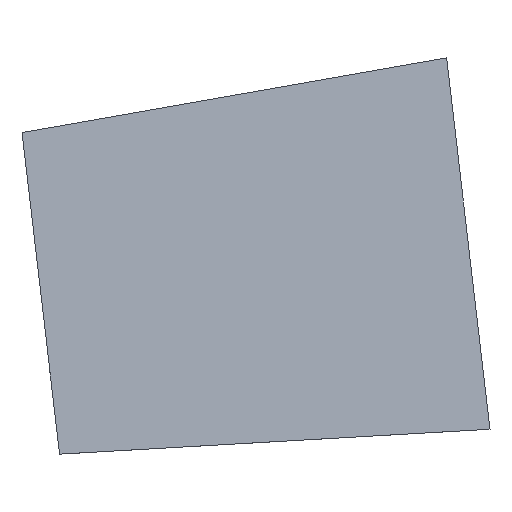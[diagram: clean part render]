
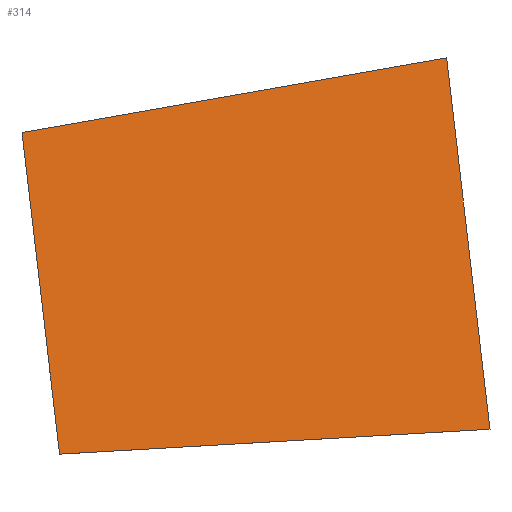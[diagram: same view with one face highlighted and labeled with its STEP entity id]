
A CAD part, top view. The second image highlights one B-rep face of the part: STEP entity #314.
In plain terms, the highlighted planar face has unit normal (0.229, 0.027, 0.973).
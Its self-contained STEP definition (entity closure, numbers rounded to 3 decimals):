
#43 = PLANE('',#44);
#44 = AXIS2_PLACEMENT_3D('',#45,#46,#47);
#45 = CARTESIAN_POINT('',(8503.852,993.958,0.));
#46 = DIRECTION('',(0.993,0.116,0.));
#47 = DIRECTION('',(0.,0.,-1.));
#69 = PLANE('',#70);
#70 = AXIS2_PLACEMENT_3D('',#71,#72,#73);
#71 = CARTESIAN_POINT('',(-9136.384,-505.896,
    -5525.439));
#72 = DIRECTION('',(0.058,-0.998,0.));
#73 = DIRECTION('',(0.,0.,-1.));
#95 = PLANE('',#96);
#96 = AXIS2_PLACEMENT_3D('',#97,#98,#99);
#97 = CARTESIAN_POINT('',(5558.317,649.674,
    -2807.268));
#98 = DIRECTION('',(0.888,0.104,-0.448));
#99 = DIRECTION('',(-0.451,0.,-0.893)
  );
#119 = PLANE('',#120);
#120 = AXIS2_PLACEMENT_3D('',#121,#122,#123);
#121 = CARTESIAN_POINT('',(-9004.744,-1623.319,
    -5525.439));
#122 = DIRECTION('',(0.174,-0.985,0.));
#123 = DIRECTION('',(0.,0.,-1.));
#134 = VERTEX_POINT('',#135);
#135 = CARTESIAN_POINT('',(8558.697,524.725,
    5879.118));
#156 = VERTEX_POINT('',#157);
#157 = CARTESIAN_POINT('',(8450.03,1454.428,
    5879.118));
#176 = EDGE_CURVE('',#156,#134,#177,.T.);
#177 = SURFACE_CURVE('',#178,(#182,#188),.PCURVE_S1.);
#178 = LINE('',#179,#180);
#179 = CARTESIAN_POINT('',(8503.596,996.148,
    5879.118));
#180 = VECTOR('',#181,1.);
#181 = DIRECTION('',(0.116,-0.993,0.)
  );
#182 = PCURVE('',#43,#183);
#183 = DEFINITIONAL_REPRESENTATION('',(#184),#187);
#184 = B_SPLINE_CURVE_WITH_KNOTS('',1,(#185,#186),.UNSPECIFIED.,.F.,.F.,
  (2,2),(-555.004,568.235),.PIECEWISE_BEZIER_KNOTS.);
#185 = CARTESIAN_POINT('',(-5879.118,557.209));
#186 = CARTESIAN_POINT('',(-5879.118,-566.03));
#187 = ( GEOMETRIC_REPRESENTATION_CONTEXT(2) 
PARAMETRIC_REPRESENTATION_CONTEXT() REPRESENTATION_CONTEXT('2D SPACE',''
  ) );
#188 = PCURVE('',#189,#194);
#189 = PLANE('',#190);
#190 = AXIS2_PLACEMENT_3D('',#191,#192,#193);
#191 = CARTESIAN_POINT('',(-5617.45,-652.146,
    9245.131));
#192 = DIRECTION('',(0.229,0.027,0.973));
#193 = DIRECTION('',(0.973,0.,-0.229)
  );
#194 = DEFINITIONAL_REPRESENTATION('',(#195),#198);
#195 = B_SPLINE_CURVE_WITH_KNOTS('',1,(#196,#197),.UNSPECIFIED.,.F.,.F.,
  (2,2),(-555.004,568.235),.PIECEWISE_BEZIER_KNOTS.);
#196 = CARTESIAN_POINT('',(14453.891,2200.332));
#197 = CARTESIAN_POINT('',(14580.829,1084.288));
#198 = ( GEOMETRIC_REPRESENTATION_CONTEXT(2) 
PARAMETRIC_REPRESENTATION_CONTEXT() REPRESENTATION_CONTEXT('2D SPACE',''
  ) );
#206 = VERTEX_POINT('',#207);
#207 = CARTESIAN_POINT('',(9677.315,1670.832,
    5584.562));
#226 = EDGE_CURVE('',#206,#156,#227,.T.);
#227 = SURFACE_CURVE('',#228,(#232,#238),.PCURVE_S1.);
#228 = LINE('',#229,#230);
#229 = CARTESIAN_POINT('',(-5560.828,-1016.064,
    9241.819));
#230 = VECTOR('',#231,1.);
#231 = DIRECTION('',(-0.958,-0.169,0.23));
#232 = PCURVE('',#119,#233);
#233 = DEFINITIONAL_REPRESENTATION('',(#234),#237);
#234 = B_SPLINE_CURVE_WITH_KNOTS('',1,(#235,#236),.UNSPECIFIED.,.F.,.F.,
  (2,2),(-16032.83,-14490.472),
  .PIECEWISE_BEZIER_KNOTS.);
#235 = CARTESIAN_POINT('',(-11079.345,19099.96));
#236 = CARTESIAN_POINT('',(-11434.122,17598.959));
#237 = ( GEOMETRIC_REPRESENTATION_CONTEXT(2) 
PARAMETRIC_REPRESENTATION_CONTEXT() REPRESENTATION_CONTEXT('2D SPACE',''
  ) );
#238 = PCURVE('',#189,#239);
#239 = DEFINITIONAL_REPRESENTATION('',(#240),#243);
#240 = B_SPLINE_CURVE_WITH_KNOTS('',1,(#241,#242),.UNSPECIFIED.,.F.,.F.,
  (2,2),(-16032.83,-14490.472),
  .PIECEWISE_BEZIER_KNOTS.);
#241 = CARTESIAN_POINT('',(15857.949,2346.339));
#242 = CARTESIAN_POINT('',(14337.79,2085.6));
#243 = ( GEOMETRIC_REPRESENTATION_CONTEXT(2) 
PARAMETRIC_REPRESENTATION_CONTEXT() REPRESENTATION_CONTEXT('2D SPACE',''
  ) );
#250 = EDGE_CURVE('',#206,#251,#253,.T.);
#251 = VERTEX_POINT('',#252);
#252 = CARTESIAN_POINT('',(9802.806,597.186,
    5584.562));
#253 = SURFACE_CURVE('',#254,(#258,#264),.PCURVE_S1.);
#254 = LINE('',#255,#256);
#255 = CARTESIAN_POINT('',(9739.293,1140.58,
    5584.562));
#256 = VECTOR('',#257,1.);
#257 = DIRECTION('',(0.116,-0.993,0.)
  );
#258 = PCURVE('',#95,#259);
#259 = DEFINITIONAL_REPRESENTATION('',(#260),#263);
#260 = B_SPLINE_CURVE_WITH_KNOTS('',1,(#261,#262),.UNSPECIFIED.,.F.,.F.,
  (2,2),(-644.346,671.774),.PIECEWISE_BEZIER_KNOTS.);
#261 = CARTESIAN_POINT('',(-9341.816,1137.033));
#262 = CARTESIAN_POINT('',(-9410.698,-177.283));
#263 = ( GEOMETRIC_REPRESENTATION_CONTEXT(2) 
PARAMETRIC_REPRESENTATION_CONTEXT() REPRESENTATION_CONTEXT('2D SPACE',''
  ) );
#264 = PCURVE('',#189,#265);
#265 = DEFINITIONAL_REPRESENTATION('',(#266),#269);
#266 = B_SPLINE_CURVE_WITH_KNOTS('',1,(#267,#268),.UNSPECIFIED.,.F.,.F.,
  (2,2),(-644.346,671.774),.PIECEWISE_BEZIER_KNOTS.);
#267 = CARTESIAN_POINT('',(15714.108,2433.585));
#268 = CARTESIAN_POINT('',(15862.843,1125.896));
#269 = ( GEOMETRIC_REPRESENTATION_CONTEXT(2) 
PARAMETRIC_REPRESENTATION_CONTEXT() REPRESENTATION_CONTEXT('2D SPACE',''
  ) );
#295 = EDGE_CURVE('',#251,#134,#296,.T.);
#296 = SURFACE_CURVE('',#297,(#301,#307),.PCURVE_S1.);
#297 = LINE('',#298,#299);
#298 = CARTESIAN_POINT('',(-5645.201,-302.558,
    9242.048));
#299 = VECTOR('',#300,1.);
#300 = DIRECTION('',(-0.972,-0.057,0.23)
  );
#301 = PCURVE('',#69,#302);
#302 = DEFINITIONAL_REPRESENTATION('',(#303),#306);
#303 = B_SPLINE_CURVE_WITH_KNOTS('',1,(#304,#305),.UNSPECIFIED.,.F.,.F.,
  (2,2),(-16033.829,-14491.471),
  .PIECEWISE_BEZIER_KNOTS.);
#304 = CARTESIAN_POINT('',(-11079.345,19100.985));
#305 = CARTESIAN_POINT('',(-11434.122,17599.985));
#306 = ( GEOMETRIC_REPRESENTATION_CONTEXT(2) 
PARAMETRIC_REPRESENTATION_CONTEXT() REPRESENTATION_CONTEXT('2D SPACE',''
  ) );
#307 = PCURVE('',#189,#308);
#308 = DEFINITIONAL_REPRESENTATION('',(#309),#312);
#309 = B_SPLINE_CURVE_WITH_KNOTS('',1,(#310,#311),.UNSPECIFIED.,.F.,.F.,
  (2,2),(-16033.829,-14491.471),
  .PIECEWISE_BEZIER_KNOTS.);
#310 = CARTESIAN_POINT('',(15981.812,1257.323));
#311 = CARTESIAN_POINT('',(14441.927,1170.016));
#312 = ( GEOMETRIC_REPRESENTATION_CONTEXT(2) 
PARAMETRIC_REPRESENTATION_CONTEXT() REPRESENTATION_CONTEXT('2D SPACE',''
  ) );
#314 = ADVANCED_FACE('',(#315),#189,.T.);
#315 = FACE_BOUND('',#316,.T.);
#316 = EDGE_LOOP('',(#317,#318,#319,#320));
#317 = ORIENTED_EDGE('',*,*,#250,.F.);
#318 = ORIENTED_EDGE('',*,*,#226,.T.);
#319 = ORIENTED_EDGE('',*,*,#176,.T.);
#320 = ORIENTED_EDGE('',*,*,#295,.F.);
